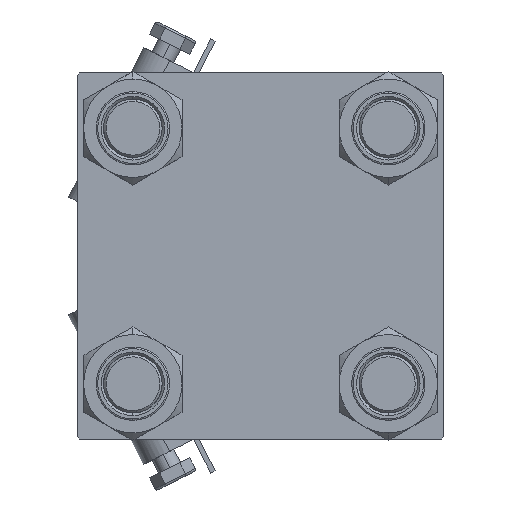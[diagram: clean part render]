
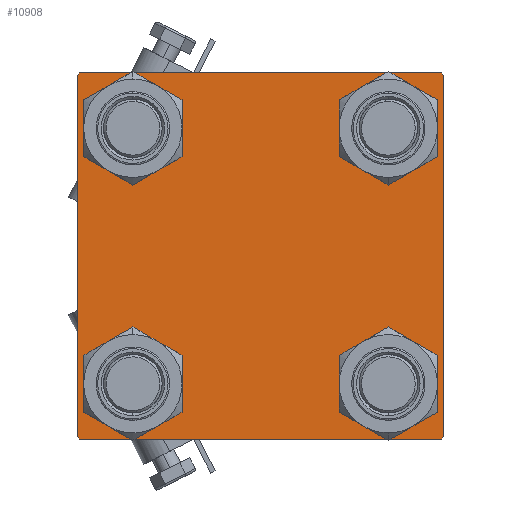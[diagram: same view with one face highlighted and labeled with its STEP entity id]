
A CAD part, left-side view. The second image highlights one B-rep face of the part: STEP entity #10908.
In plain terms, the highlighted planar face has unit normal (-1, 0, 0).
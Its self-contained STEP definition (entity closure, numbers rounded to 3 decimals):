
#23 = LINE ( 'NONE', #32148, #28062 ) ;
#278 = DIRECTION ( 'NONE',  ( 1., 0., 0. ) ) ;
#289 = DIRECTION ( 'NONE',  ( 0., 0., 1. ) ) ;
#451 = DIRECTION ( 'NONE',  ( 1., 0., 0. ) ) ;
#654 = EDGE_LOOP ( 'NONE', ( #19218, #2064 ) ) ;
#1326 = CARTESIAN_POINT ( 'NONE',  ( 0., -26.15, -32.65 ) ) ;
#1357 = CARTESIAN_POINT ( 'NONE',  ( 0., -37.5, -37. ) ) ;
#2064 = ORIENTED_EDGE ( 'NONE', *, *, #17875, .T. ) ;
#2341 = PLANE ( 'NONE',  #23520 ) ;
#3545 = LINE ( 'NONE', #20355, #9044 ) ;
#3935 = LINE ( 'NONE', #4690, #5983 ) ;
#4011 = DIRECTION ( 'NONE',  ( 0., 0., 1. ) ) ;
#4183 = CARTESIAN_POINT ( 'NONE',  ( 0., 26.15, -26.15 ) ) ;
#4492 = ORIENTED_EDGE ( 'NONE', *, *, #17945, .T. ) ;
#4534 = CARTESIAN_POINT ( 'NONE',  ( 0., 26.15, -32.65 ) ) ;
#4690 = CARTESIAN_POINT ( 'NONE',  ( 0., -37.25, 37.25 ) ) ;
#5983 = VECTOR ( 'NONE', #36300, 1000. ) ;
#6033 = VERTEX_POINT ( 'NONE', #48444 ) ;
#6386 = CIRCLE ( 'NONE', #34493, 6.5 ) ;
#7096 = CARTESIAN_POINT ( 'NONE',  ( 0., -37.25, -37.25 ) ) ;
#7779 = VECTOR ( 'NONE', #22744, 1000. ) ;
#8987 = AXIS2_PLACEMENT_3D ( 'NONE', #22834, #38620, #28958 ) ;
#9044 = VECTOR ( 'NONE', #43164, 1000. ) ;
#9610 = CARTESIAN_POINT ( 'NONE',  ( 0., 0., 0. ) ) ;
#9691 = DIRECTION ( 'NONE',  ( 0., 0., 1. ) ) ;
#10501 = EDGE_CURVE ( 'NONE', #48455, #29165, #35926, .T. ) ;
#10618 = FACE_BOUND ( 'NONE', #13018, .T. ) ;
#10735 = EDGE_LOOP ( 'NONE', ( #35586, #51066 ) ) ;
#10908 = ADVANCED_FACE ( 'NONE', ( #18149, #25683, #10618, #29817, #41721 ), #2341, .T. ) ;
#11043 = CARTESIAN_POINT ( 'NONE',  ( 0., 37.25, 37.25 ) ) ;
#11393 = EDGE_CURVE ( 'NONE', #47045, #15807, #46309, .T. ) ;
#12802 = CARTESIAN_POINT ( 'NONE',  ( 0., -26.15, -26.15 ) ) ;
#12859 = CARTESIAN_POINT ( 'NONE',  ( 0., 26.15, 26.15 ) ) ;
#13007 = CARTESIAN_POINT ( 'NONE',  ( 0., -26.15, -26.15 ) ) ;
#13008 = EDGE_CURVE ( 'NONE', #39148, #45534, #30884, .T. ) ;
#13018 = EDGE_LOOP ( 'NONE', ( #29814, #38504 ) ) ;
#13091 = VERTEX_POINT ( 'NONE', #1326 ) ;
#13866 = ORIENTED_EDGE ( 'NONE', *, *, #48420, .F. ) ;
#14703 = CARTESIAN_POINT ( 'NONE',  ( 0., -37., -37.5 ) ) ;
#14953 = VERTEX_POINT ( 'NONE', #15427 ) ;
#15427 = CARTESIAN_POINT ( 'NONE',  ( 0., 37.5, 37. ) ) ;
#15435 = CARTESIAN_POINT ( 'NONE',  ( 0., -26.15, 32.65 ) ) ;
#15559 = ORIENTED_EDGE ( 'NONE', *, *, #25381, .T. ) ;
#15807 = VERTEX_POINT ( 'NONE', #22102 ) ;
#17005 = DIRECTION ( 'NONE',  ( 1., 0., 0. ) ) ;
#17049 = ORIENTED_EDGE ( 'NONE', *, *, #25141, .T. ) ;
#17775 = DIRECTION ( 'NONE',  ( 0., 0., 1. ) ) ;
#17875 = EDGE_CURVE ( 'NONE', #13091, #50688, #33546, .T. ) ;
#17945 = EDGE_CURVE ( 'NONE', #14953, #39148, #34732, .T. ) ;
#18149 = FACE_BOUND ( 'NONE', #10735, .T. ) ;
#18715 = ORIENTED_EDGE ( 'NONE', *, *, #10501, .T. ) ;
#19218 = ORIENTED_EDGE ( 'NONE', *, *, #19963, .T. ) ;
#19963 = EDGE_CURVE ( 'NONE', #50688, #13091, #35277, .T. ) ;
#19977 = DIRECTION ( 'NONE',  ( 1., 0., 0. ) ) ;
#20296 = VECTOR ( 'NONE', #33713, 1000. ) ;
#20355 = CARTESIAN_POINT ( 'NONE',  ( 0., 37.5, -37.5 ) ) ;
#21268 = DIRECTION ( 'NONE',  ( -1., 0., 0. ) ) ;
#21291 = DIRECTION ( 'NONE',  ( 1., 0., 0. ) ) ;
#21805 = CARTESIAN_POINT ( 'NONE',  ( 0., 37.5, 37.5 ) ) ;
#22102 = CARTESIAN_POINT ( 'NONE',  ( 0., -37., 37.5 ) ) ;
#22263 = EDGE_CURVE ( 'NONE', #24434, #6033, #6386, .T. ) ;
#22359 = DIRECTION ( 'NONE',  ( 0., -0.707, -0.707 ) ) ;
#22659 = LINE ( 'NONE', #7096, #36347 ) ;
#22744 = DIRECTION ( 'NONE',  ( 0., -1., 0. ) ) ;
#22834 = CARTESIAN_POINT ( 'NONE',  ( 0., 26.15, 26.15 ) ) ;
#22912 = DIRECTION ( 'NONE',  ( 0., -0.707, 0.707 ) ) ;
#23520 = AXIS2_PLACEMENT_3D ( 'NONE', #9610, #21268, #41464 ) ;
#24275 = EDGE_CURVE ( 'NONE', #50628, #44272, #37101, .T. ) ;
#24301 = DIRECTION ( 'NONE',  ( 0., 0., 1. ) ) ;
#24309 = VECTOR ( 'NONE', #22359, 1000. ) ;
#24434 = VERTEX_POINT ( 'NONE', #15435 ) ;
#25141 = EDGE_CURVE ( 'NONE', #29165, #48455, #41269, .T. ) ;
#25381 = EDGE_CURVE ( 'NONE', #47045, #14953, #46529, .T. ) ;
#25683 = FACE_BOUND ( 'NONE', #654, .T. ) ;
#26024 = EDGE_CURVE ( 'NONE', #6033, #24434, #35383, .T. ) ;
#26500 = CARTESIAN_POINT ( 'NONE',  ( 0., 37.25, -37.25 ) ) ;
#26848 = DIRECTION ( 'NONE',  ( 0., 0.707, -0.707 ) ) ;
#28062 = VECTOR ( 'NONE', #40426, 1000. ) ;
#28128 = VERTEX_POINT ( 'NONE', #14703 ) ;
#28137 = CARTESIAN_POINT ( 'NONE',  ( 0., 26.15, -19.65 ) ) ;
#28263 = ORIENTED_EDGE ( 'NONE', *, *, #13008, .T. ) ;
#28267 = CARTESIAN_POINT ( 'NONE',  ( 0., 26.15, 19.65 ) ) ;
#28529 = CARTESIAN_POINT ( 'NONE',  ( 0., -37.5, 37. ) ) ;
#28775 = CARTESIAN_POINT ( 'NONE',  ( 0., -26.15, 26.15 ) ) ;
#28816 = AXIS2_PLACEMENT_3D ( 'NONE', #39831, #451, #24301 ) ;
#28958 = DIRECTION ( 'NONE',  ( 0., 0., 1. ) ) ;
#29165 = VERTEX_POINT ( 'NONE', #48948 ) ;
#29334 = DIRECTION ( 'NONE',  ( 0., 0., 1. ) ) ;
#29706 = CARTESIAN_POINT ( 'NONE',  ( 0., 37.5, -37. ) ) ;
#29814 = ORIENTED_EDGE ( 'NONE', *, *, #24275, .T. ) ;
#29817 = FACE_BOUND ( 'NONE', #30427, .T. ) ;
#29898 = CARTESIAN_POINT ( 'NONE',  ( 0., -26.15, 26.15 ) ) ;
#30384 = EDGE_CURVE ( 'NONE', #28128, #45381, #22659, .T. ) ;
#30427 = EDGE_LOOP ( 'NONE', ( #17049, #18715 ) ) ;
#30884 = LINE ( 'NONE', #26500, #24309 ) ;
#31880 = AXIS2_PLACEMENT_3D ( 'NONE', #13007, #21291, #29334 ) ;
#32148 = CARTESIAN_POINT ( 'NONE',  ( 0., -37.5, 37.5 ) ) ;
#32401 = DIRECTION ( 'NONE',  ( 0., 0., 1. ) ) ;
#32774 = CARTESIAN_POINT ( 'NONE',  ( 0., 37., 37.5 ) ) ;
#33103 = ORIENTED_EDGE ( 'NONE', *, *, #11393, .F. ) ;
#33546 = CIRCLE ( 'NONE', #31880, 6.5 ) ;
#33713 = DIRECTION ( 'NONE',  ( 0., 0., -1. ) ) ;
#33801 = CARTESIAN_POINT ( 'NONE',  ( 0., -26.15, -19.65 ) ) ;
#34035 = DIRECTION ( 'NONE',  ( 1., 0., 0. ) ) ;
#34493 = AXIS2_PLACEMENT_3D ( 'NONE', #29898, #34035, #9691 ) ;
#34732 = LINE ( 'NONE', #21805, #20296 ) ;
#35277 = CIRCLE ( 'NONE', #50158, 6.5 ) ;
#35383 = CIRCLE ( 'NONE', #45291, 6.5 ) ;
#35586 = ORIENTED_EDGE ( 'NONE', *, *, #22263, .T. ) ;
#35926 = CIRCLE ( 'NONE', #39216, 6.5 ) ;
#36271 = VECTOR ( 'NONE', #26848, 1000. ) ;
#36300 = DIRECTION ( 'NONE',  ( 0., 0.707, 0.707 ) ) ;
#36347 = VECTOR ( 'NONE', #22912, 1000. ) ;
#36759 = EDGE_CURVE ( 'NONE', #48497, #15807, #3935, .T. ) ;
#37101 = CIRCLE ( 'NONE', #28816, 6.5 ) ;
#37621 = CARTESIAN_POINT ( 'NONE',  ( 0., 37., -37.5 ) ) ;
#38504 = ORIENTED_EDGE ( 'NONE', *, *, #42414, .T. ) ;
#38620 = DIRECTION ( 'NONE',  ( 1., 0., 0. ) ) ;
#38736 = CIRCLE ( 'NONE', #42882, 6.5 ) ;
#39148 = VERTEX_POINT ( 'NONE', #29706 ) ;
#39216 = AXIS2_PLACEMENT_3D ( 'NONE', #12859, #17005, #17775 ) ;
#39831 = CARTESIAN_POINT ( 'NONE',  ( 0., 26.15, -26.15 ) ) ;
#40426 = DIRECTION ( 'NONE',  ( 0., 0., -1. ) ) ;
#41269 = CIRCLE ( 'NONE', #8987, 6.5 ) ;
#41464 = DIRECTION ( 'NONE',  ( 0., 0., 1. ) ) ;
#41721 = FACE_OUTER_BOUND ( 'NONE', #47051, .T. ) ;
#42414 = EDGE_CURVE ( 'NONE', #44272, #50628, #38736, .T. ) ;
#42415 = CARTESIAN_POINT ( 'NONE',  ( 0., 37.5, 37.5 ) ) ;
#42760 = ORIENTED_EDGE ( 'NONE', *, *, #48045, .T. ) ;
#42882 = AXIS2_PLACEMENT_3D ( 'NONE', #4183, #19977, #289 ) ;
#43164 = DIRECTION ( 'NONE',  ( 0., -1., 0. ) ) ;
#44149 = DIRECTION ( 'NONE',  ( 1., 0., 0. ) ) ;
#44272 = VERTEX_POINT ( 'NONE', #4534 ) ;
#44644 = ORIENTED_EDGE ( 'NONE', *, *, #36759, .T. ) ;
#45291 = AXIS2_PLACEMENT_3D ( 'NONE', #28775, #278, #32401 ) ;
#45381 = VERTEX_POINT ( 'NONE', #1357 ) ;
#45534 = VERTEX_POINT ( 'NONE', #37621 ) ;
#45573 = ORIENTED_EDGE ( 'NONE', *, *, #30384, .T. ) ;
#46309 = LINE ( 'NONE', #42415, #7779 ) ;
#46529 = LINE ( 'NONE', #11043, #36271 ) ;
#47045 = VERTEX_POINT ( 'NONE', #32774 ) ;
#47051 = EDGE_LOOP ( 'NONE', ( #4492, #28263, #42760, #45573, #13866, #44644, #33103, #15559 ) ) ;
#48045 = EDGE_CURVE ( 'NONE', #45534, #28128, #3545, .T. ) ;
#48420 = EDGE_CURVE ( 'NONE', #48497, #45381, #23, .T. ) ;
#48444 = CARTESIAN_POINT ( 'NONE',  ( 0., -26.15, 19.65 ) ) ;
#48455 = VERTEX_POINT ( 'NONE', #28267 ) ;
#48497 = VERTEX_POINT ( 'NONE', #28529 ) ;
#48948 = CARTESIAN_POINT ( 'NONE',  ( 0., 26.15, 32.65 ) ) ;
#50158 = AXIS2_PLACEMENT_3D ( 'NONE', #12802, #44149, #4011 ) ;
#50628 = VERTEX_POINT ( 'NONE', #28137 ) ;
#50688 = VERTEX_POINT ( 'NONE', #33801 ) ;
#51066 = ORIENTED_EDGE ( 'NONE', *, *, #26024, .T. ) ;
